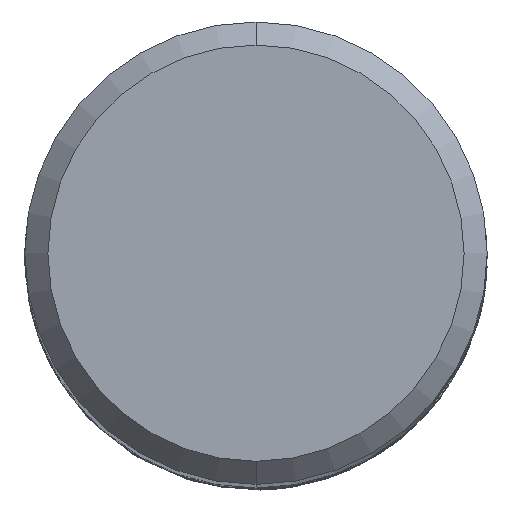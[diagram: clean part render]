
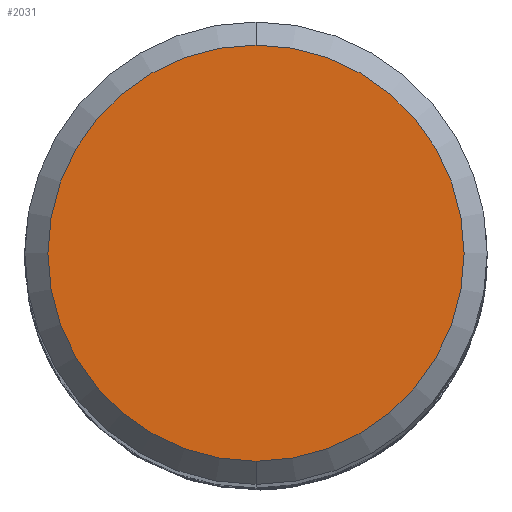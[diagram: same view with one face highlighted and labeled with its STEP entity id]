
A CAD part, top view. The second image highlights one B-rep face of the part: STEP entity #2031.
In plain terms, the highlighted planar face has unit normal (0, 0, 1).
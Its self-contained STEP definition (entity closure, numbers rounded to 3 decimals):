
#1117=VERTEX_POINT('',#2520);
#1589=VERTEX_POINT('',#3036);
#1989=EDGE_CURVE('',#1117,#1589,#3475,.T.);
#2031=ADVANCED_FACE('',(#3521),#3522,.T.);
#2041=EDGE_CURVE('',#1589,#1117,#3532,.T.);
#2520=CARTESIAN_POINT('',(0.0,4.5,0.0));
#3036=CARTESIAN_POINT('',(0.,-4.5,0.0));
#3475=CIRCLE('',#20380,4.5);
#3521=FACE_OUTER_BOUND('',#20520,.T.);
#3522=PLANE('',#20521);
#3532=CIRCLE('',#20551,4.5);
#20380=AXIS2_PLACEMENT_3D('',#21979,#21980,#21981);
#20520=EDGE_LOOP('',(#22017,#22018));
#20521=AXIS2_PLACEMENT_3D('',#22019,#22020,#22021);
#20551=AXIS2_PLACEMENT_3D('',#22025,#22026,#22027);
#21979=CARTESIAN_POINT('',(0.0,0.0,0.0));
#21980=DIRECTION('',(0.0,0.0,-1.0));
#21981=DIRECTION('',(0.0,1.0,0.0));
#22017=ORIENTED_EDGE('',*,*,#1989,.F.);
#22018=ORIENTED_EDGE('',*,*,#2041,.F.);
#22019=CARTESIAN_POINT('',(0.0,2.25,0.0));
#22020=DIRECTION('',(-0.0,0.0,1.0));
#22021=DIRECTION('',(0.0,-1.0,0.0));
#22025=CARTESIAN_POINT('',(0.0,0.0,0.0));
#22026=DIRECTION('',(0.0,0.0,-1.0));
#22027=DIRECTION('',(0.0,1.0,0.0));
